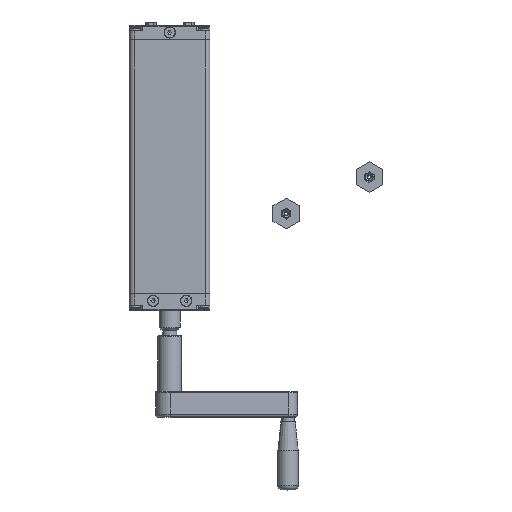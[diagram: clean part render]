
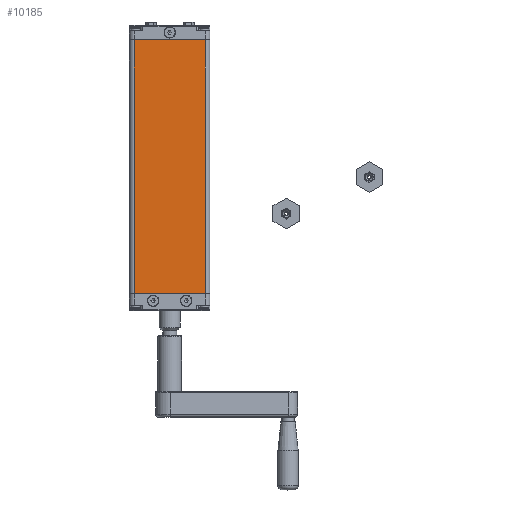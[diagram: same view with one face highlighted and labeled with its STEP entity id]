
A CAD part, top view. The second image highlights one B-rep face of the part: STEP entity #10185.
In plain terms, the highlighted planar face has unit normal (0, 0, 1).
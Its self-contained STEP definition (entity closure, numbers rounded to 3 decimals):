
#1373=FACE_OUTER_BOUND('',#1998,.T.);
#1998=EDGE_LOOP('',(#6610,#6611,#6612,#6613));
#2749=LINE('',#15948,#3505);
#2750=LINE('',#15950,#3506);
#2751=LINE('',#15952,#3507);
#2752=LINE('',#15953,#3508);
#3505=VECTOR('',#12616,267.5);
#3506=VECTOR('',#12617,75.);
#3507=VECTOR('',#12618,267.5);
#3508=VECTOR('',#12619,75.);
#4265=VERTEX_POINT('',#15946);
#4266=VERTEX_POINT('',#15947);
#4267=VERTEX_POINT('',#15949);
#4268=VERTEX_POINT('',#15951);
#5156=EDGE_CURVE('',#4265,#4266,#2749,.F.);
#5157=EDGE_CURVE('',#4267,#4265,#2750,.T.);
#5158=EDGE_CURVE('',#4268,#4267,#2751,.T.);
#5159=EDGE_CURVE('',#4266,#4268,#2752,.F.);
#6610=ORIENTED_EDGE('',*,*,#5156,.F.);
#6611=ORIENTED_EDGE('',*,*,#5157,.F.);
#6612=ORIENTED_EDGE('',*,*,#5158,.F.);
#6613=ORIENTED_EDGE('',*,*,#5159,.F.);
#9461=PLANE('',#11256);
#10185=ADVANCED_FACE('',(#1373),#9461,.T.);
#11256=AXIS2_PLACEMENT_3D('',#15945,#12614,#12615);
#12614=DIRECTION('center_axis',(0.,0.,1.));
#12615=DIRECTION('ref_axis',(1.,0.,0.));
#12616=DIRECTION('',(0.,-1.,0.));
#12617=DIRECTION('',(-1.,0.,0.));
#12618=DIRECTION('',(0.,-1.,0.));
#12619=DIRECTION('',(-1.,0.,0.));
#15945=CARTESIAN_POINT('Origin',(42.5,268.5,17.5));
#15946=CARTESIAN_POINT('',(-37.5,0.5,17.5));
#15947=CARTESIAN_POINT('',(-37.5,268.,17.5));
#15948=CARTESIAN_POINT('',(-37.5,268.,17.5));
#15949=CARTESIAN_POINT('',(37.5,0.5,17.5));
#15950=CARTESIAN_POINT('',(37.5,0.5,17.5));
#15951=CARTESIAN_POINT('',(37.5,268.,17.5));
#15952=CARTESIAN_POINT('',(37.5,268.,17.5));
#15953=CARTESIAN_POINT('',(37.5,268.,17.5));
